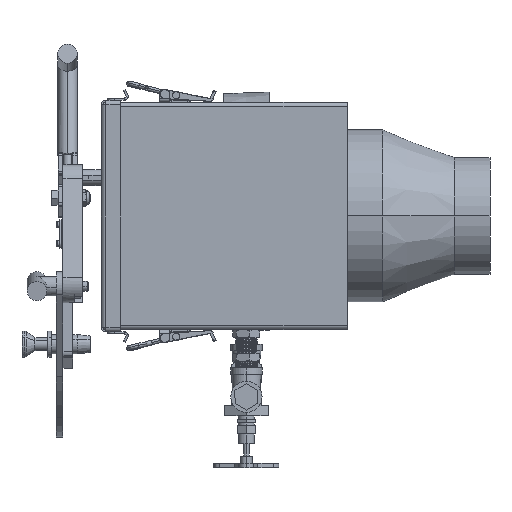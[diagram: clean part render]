
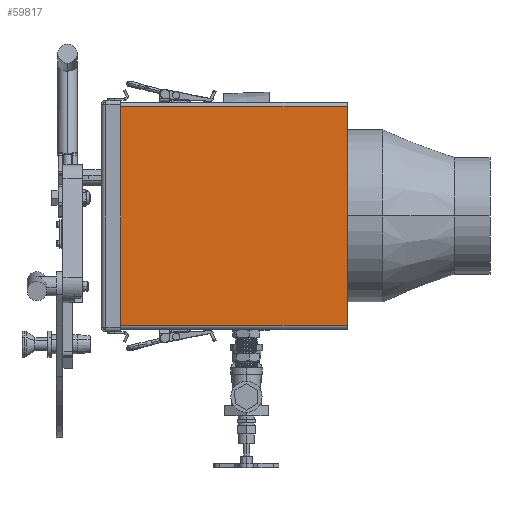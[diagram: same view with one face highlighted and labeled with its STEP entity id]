
A CAD part, front view. The second image highlights one B-rep face of the part: STEP entity #59817.
In plain terms, the highlighted planar face has unit normal (0, -1, 0).
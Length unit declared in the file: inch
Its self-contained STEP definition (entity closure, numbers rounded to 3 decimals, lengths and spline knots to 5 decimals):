
#798 = DIRECTION ( 'NONE',  ( 1., 0., 0. ) ) ;
#5611 = LINE ( 'NONE', #6035, #34615 ) ;
#6035 = CARTESIAN_POINT ( 'NONE',  ( 4.75, -14.92263, -4.7752 ) ) ;
#7073 = DIRECTION ( 'NONE',  ( 0., -1., 0. ) ) ;
#9786 = DIRECTION ( 'NONE',  ( 1., 0., 0. ) ) ;
#12554 = CARTESIAN_POINT ( 'NONE',  ( -3.962, -14.92263, -4.38162 ) ) ;
#15045 = ORIENTED_EDGE ( 'NONE', *, *, #17001, .F. ) ;
#15345 = FACE_OUTER_BOUND ( 'NONE', #66904, .T. ) ;
#17001 = EDGE_CURVE ( 'Defeatured_1_7+Defeatured_1_8+Defeatured_1_335+Defeatured_1_9', #26247, #77964, #29762, .T. ) ;
#17602 = CARTESIAN_POINT ( 'NONE',  ( -4.625, -14.92263, 4.01988 ) ) ;
#18208 = CARTESIAN_POINT ( 'NONE',  ( 4.75, -14.92263, -4.38162 ) ) ;
#19910 = CARTESIAN_POINT ( 'NONE',  ( 0.0625, -14.92263, -4.38162 ) ) ;
#20558 = CARTESIAN_POINT ( 'NONE',  ( 0.0625, -14.92263, -0.27927 ) ) ;
#26247 = VERTEX_POINT ( 'NONE', #61415 ) ;
#27036 = DIRECTION ( 'NONE',  ( 0., 0., 1. ) ) ;
#29762 = LINE ( 'NONE', #17602, #34958 ) ;
#31057 = EDGE_CURVE ( 'Defeatured_1_9+Defeatured_1_8+Defeatured_1_7+Defeatured_1_1', #77964, #73774, #5611, .T. ) ;
#31574 = ORIENTED_EDGE ( 'NONE', *, *, #79488, .F. ) ;
#32133 = DIRECTION ( 'NONE',  ( 0., 0., -1. ) ) ;
#34028 = DIRECTION ( 'NONE',  ( 0., 0., 1. ) ) ;
#34615 = VECTOR ( 'NONE', #32133, 39.37008 ) ;
#34958 = VECTOR ( 'NONE', #9786, 39.37008 ) ;
#38469 = VERTEX_POINT ( 'NONE', #12554 ) ;
#41452 = PLANE ( 'NONE',  #82645 ) ;
#47041 = CARTESIAN_POINT ( 'NONE',  ( -3.962, -14.92263, -0.27927 ) ) ;
#57220 = CARTESIAN_POINT ( 'NONE',  ( 4.75, -14.92263, 4.01988 ) ) ;
#57536 = VECTOR ( 'NONE', #798, 39.37008 ) ;
#59817 = ADVANCED_FACE ( 'Defeatured_1_8', ( #15345 ), #41452, .T. ) ;
#61415 = CARTESIAN_POINT ( 'NONE',  ( -3.962, -14.92263, 4.01988 ) ) ;
#62947 = ORIENTED_EDGE ( 'NONE', *, *, #31057, .F. ) ;
#65955 = VECTOR ( 'NONE', #27036, 39.37008 ) ;
#66124 = LINE ( 'NONE', #47041, #65955 ) ;
#66796 = LINE ( 'NONE', #19910, #57536 ) ;
#66904 = EDGE_LOOP ( 'NONE', ( #31574, #78638, #62947, #15045 ) ) ;
#73774 = VERTEX_POINT ( 'NONE', #18208 ) ;
#73889 = EDGE_CURVE ( 'Defeatured_1_8+Defeatured_1_1+Defeatured_1_335+Defeatured_1_9', #38469, #73774, #66796, .T. ) ;
#77964 = VERTEX_POINT ( 'NONE', #57220 ) ;
#78638 = ORIENTED_EDGE ( 'NONE', *, *, #73889, .T. ) ;
#79488 = EDGE_CURVE ( 'Defeatured_1_335+Defeatured_1_8+Defeatured_1_1+Defeatured_1_7', #38469, #26247, #66124, .T. ) ;
#82645 = AXIS2_PLACEMENT_3D ( 'NONE', #20558, #7073, #34028 ) ;
